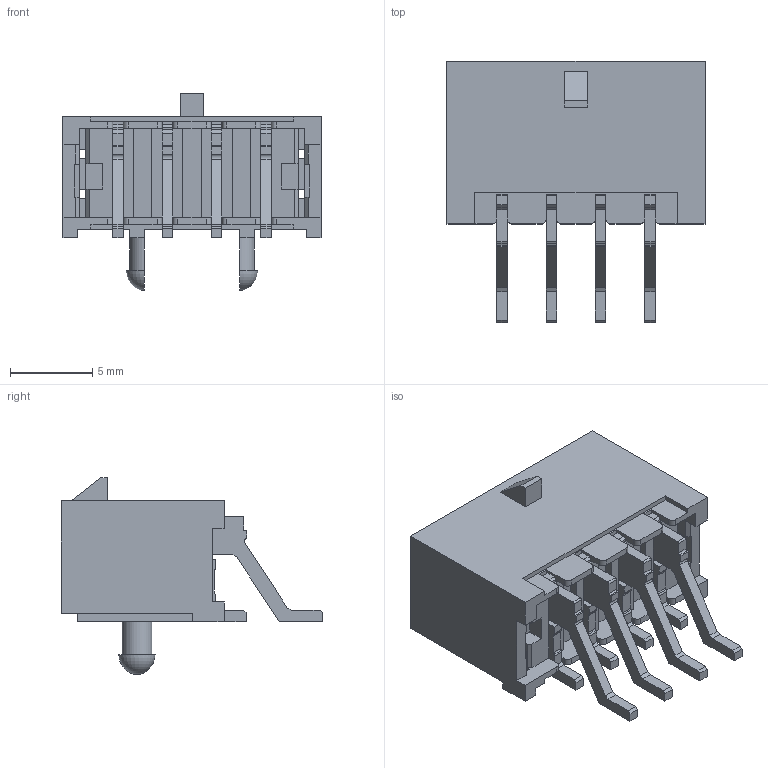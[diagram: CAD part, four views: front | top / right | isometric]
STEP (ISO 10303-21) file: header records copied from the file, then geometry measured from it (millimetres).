
FILE_DESCRIPTION(/* description */ ('Unknown'),/* implementation_level */ '2;1');
FILE_NAME(/* name */ 'J_Wurth_WR-MPC3_662008236022',/* time_stamp */ '2025-06-06T17:12:59+08:00',/* author */ ('Unknown'),/* organization */ ('Unknown'),/* preprocessor_version */ 'ST-DEVELOPER v19.4',/* originating_system */ 'Solid Edge',/* authorisation */ 'Unknown');
FILE_SCHEMA (('AUTOMOTIVE_DESIGN {1 0 10303 214 3 1 1}'));
Length unit declared in the file: millimetre
Products named in the file (2): J_Wurth_WR-MPC3_662008236022
Assembly tree (1 placements, depth 2):
  J_Wurth_WR-MPC3_662008236022
    J_Wurth_WR-MPC3_662008236022
Bounding box: 15.7 x 15.9 x 11.96 mm (x, y, z)
Volume: 634.2 mm3; surface area: 1775.7 mm2
Topology: 1 solids, 1 shells, 499 faces, 1376 edges, 890 vertices
Faces by surface type: plane 451, cylinder 46, torus 2
Entity records: 19088 total; most frequent: CARTESIAN_POINT 2767, ORIENTED_EDGE 2752, DIRECTION 2480, EDGE_CURVE 1376, LINE 1274, VECTOR 1274, VERTEX_POINT 890, AXIS2_PLACEMENT_3D 603
